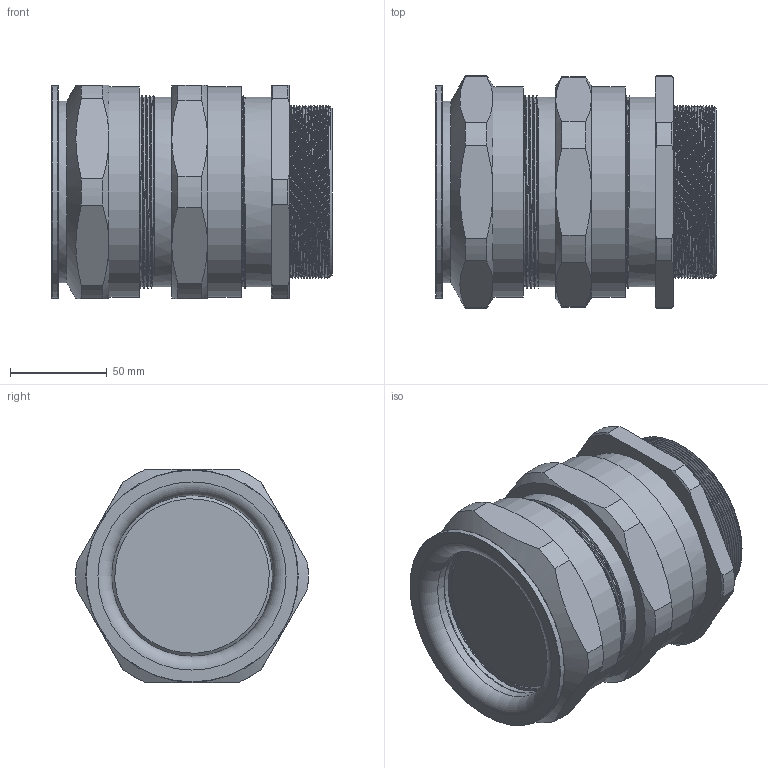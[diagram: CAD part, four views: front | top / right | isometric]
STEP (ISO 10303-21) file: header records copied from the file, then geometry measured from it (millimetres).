
FILE_DESCRIPTION(/* description */ ('ADE-4F M90x2,0'),/* implementation_level */ '2;1');
FILE_NAME(/* name */ '00847594V1-RST.stp',/* time_stamp */ '2021-07-21T14:39:29+02:00',/* author */ ('sl'),/* organization */ (''),/* preprocessor_version */ 'ST-DEVELOPER v16.5',/* originating_system */ 'Autodesk Inventor 2017',/* authorisation */ '');
FILE_SCHEMA (('AUTOMOTIVE_DESIGN { 1 0 10303 214 3 1 1 }'));
Length unit declared in the file: millimetre
Products named in the file (9): 00847594V1; 00847594V1_1; 00847594V1_2; 00847594V1_3; 00847594V1_4; 00847594V1_5; 00847594V1_6; 00847594V1_7; 00847594V1_8
Assembly tree (8 placements, depth 2):
  00847594V1
    00847594V1_1
    00847594V1_2
    00847594V1_3
    00847594V1_4
    00847594V1_5
    00847594V1_6
    00847594V1_7
    00847594V1_8
Bounding box: 144.69 x 120.03 x 110 mm (x, y, z)
Volume: 509570.1 mm3; surface area: 246040 mm2
Topology: 10 solids, 10 shells, 258 faces, 601 edges, 385 vertices
Faces by surface type: cylinder 116, plane 65, cone 47, torus 20, bspline 10
Full cylindrical faces by diameter (mm): 72.93 x1, 73.53 x1, 73.69 x1, 73.98 x1, 74.605 x1, 77.4 x1, 77.54 x1, 78.57 x1, 79 x1, 83 x1, 83.09 x1, 83.1 x1, 83.2 x1, 83.69 x1, 84.2 x1, 85.45 x1, 85.46 x1, 85.62 x1, 86.86 x1, 87.45 x2, 88.1 x1, 88.14 x1, 88.63 x1, 89.5 x1, 89.75 x14, 92.66 x1, 93.66 x1, 96.48 x1, 96.66 x2, 96.78 x13
Entity records: 15791 total; most frequent: CARTESIAN_POINT 11634, DIRECTION 850, ORIENTED_EDGE 696, AXIS2_PLACEMENT_3D 401, EDGE_CURVE 346, EDGE_LOOP 313, VERTEX_POINT 259, FACE_OUTER_BOUND 202
